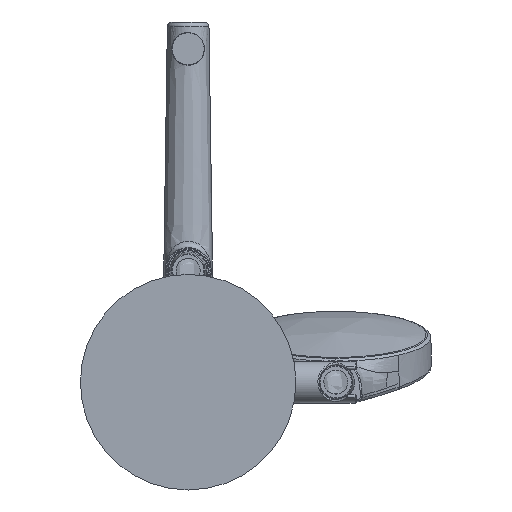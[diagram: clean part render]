
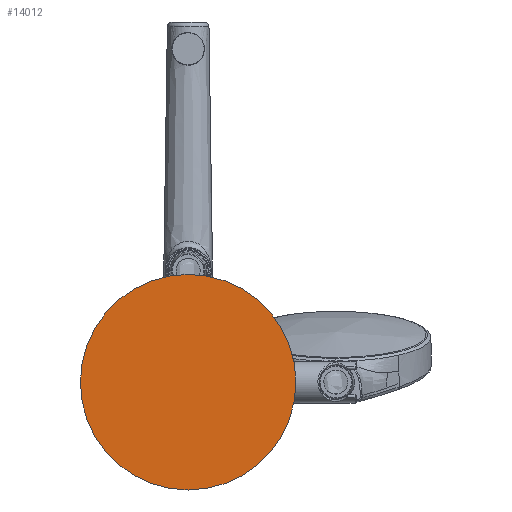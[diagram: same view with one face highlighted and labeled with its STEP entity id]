
A CAD part, front view. The second image highlights one B-rep face of the part: STEP entity #14012.
In plain terms, the highlighted planar face has unit normal (0, -1, 0).
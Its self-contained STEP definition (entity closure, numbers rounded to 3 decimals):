
#582 = DIRECTION ( 'NONE',  ( 0., -1., 0. ) ) ;
#780 = DIRECTION ( 'NONE',  ( 1., 0., 0. ) ) ;
#1714 = AXIS2_PLACEMENT_3D ( 'NONE', #4494, #16978, #8991 ) ;
#2477 = EDGE_CURVE ( 'NONE', #5722, #8260, #15030, .T. ) ;
#2789 = CARTESIAN_POINT ( 'NONE',  ( 0., 0., 0. ) ) ;
#2859 = DIRECTION ( 'NONE',  ( 1., 0., 0. ) ) ;
#4494 = CARTESIAN_POINT ( 'NONE',  ( 0., 0., 0. ) ) ;
#4737 = CARTESIAN_POINT ( 'NONE',  ( 67.5, 0., 0. ) ) ;
#5722 = VERTEX_POINT ( 'NONE', #7047 ) ;
#6540 = FACE_OUTER_BOUND ( 'NONE', #16864, .T. ) ;
#7047 = CARTESIAN_POINT ( 'NONE',  ( -67.5, 0., 0. ) ) ;
#7498 = CIRCLE ( 'NONE', #15964, 67.5 ) ;
#8260 = VERTEX_POINT ( 'NONE', #4737 ) ;
#8991 = DIRECTION ( 'NONE',  ( 1., 0., 0. ) ) ;
#10631 = DIRECTION ( 'NONE',  ( 0., -1., 0. ) ) ;
#12772 = AXIS2_PLACEMENT_3D ( 'NONE', #2789, #10631, #2859 ) ;
#13376 = CARTESIAN_POINT ( 'NONE',  ( 0., 0., 0. ) ) ;
#14012 = ADVANCED_FACE ( 'NONE', ( #6540 ), #15148, .F. ) ;
#15030 = CIRCLE ( 'NONE', #12772, 67.5 ) ;
#15148 = PLANE ( 'NONE',  #1714 ) ;
#15964 = AXIS2_PLACEMENT_3D ( 'NONE', #13376, #582, #780 ) ;
#16526 = EDGE_CURVE ( 'NONE', #8260, #5722, #7498, .T. ) ;
#16864 = EDGE_LOOP ( 'NONE', ( #17251, #19513 ) ) ;
#16978 = DIRECTION ( 'NONE',  ( 0., 1., 0. ) ) ;
#17251 = ORIENTED_EDGE ( 'NONE', *, *, #2477, .T. ) ;
#19513 = ORIENTED_EDGE ( 'NONE', *, *, #16526, .T. ) ;
